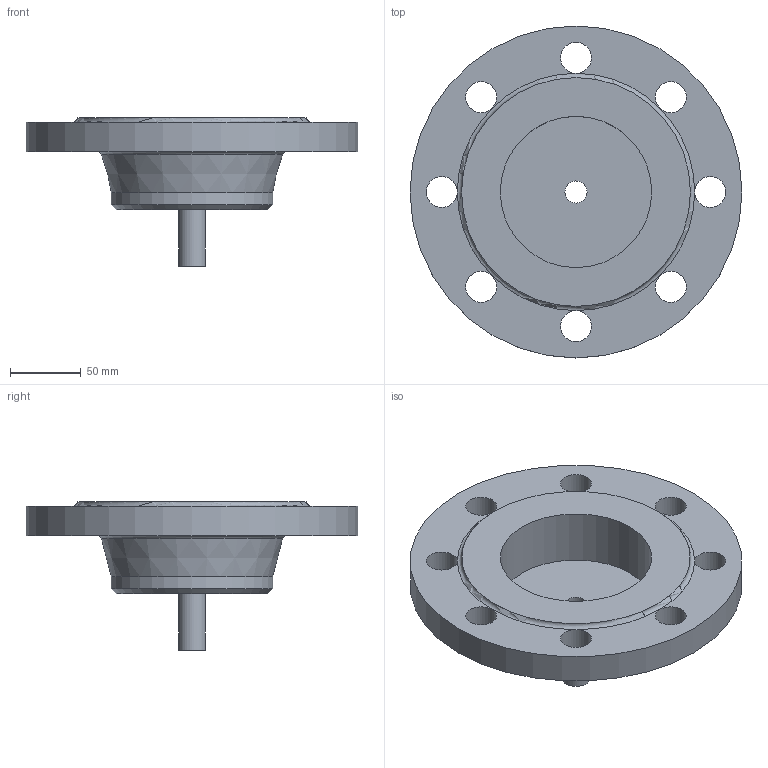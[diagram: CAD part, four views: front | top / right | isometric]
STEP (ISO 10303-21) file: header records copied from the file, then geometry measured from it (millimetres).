
FILE_DESCRIPTION(/* description */ (''),/* implementation_level */ '2;1');
FILE_NAME(/* name */ 'Plenum v5.step',/* time_stamp */ '2023-09-19T22:31:32+02:00',/* author */ (''),/* organization */ (''),/* preprocessor_version */ 'ST-DEVELOPER v20',/* originating_system */ 'Autodesk Translation Framework v12.14.0.127',/* authorisation */ '');
FILE_SCHEMA (('AUTOMOTIVE_DESIGN { 1 0 10303 214 3 1 1 }'));
Length unit declared in the file: millimetre
Products named in the file (2): Plenum; Bride Type 11B DN 100 PN 40 standard 1092-1
Assembly tree (1 placements, depth 2):
  Plenum
    Bride Type 11B DN 100 PN 40 standard 1092-1
Bounding box: 235 x 235 x 105 mm (x, y, z)
Volume: 1008099.2 mm3; surface area: 155998.9 mm2
Topology: 2 solids, 2 shells, 24 faces, 66 edges, 40 vertices
Faces by surface type: cylinder 14, plane 6, torus 2, cone 2
Full cylindrical faces by diameter (mm): 15.7 x1, 19.1 x1, 22 x8, 107.1 x2, 114.3 x1, 235 x1
Entity records: 878 total; most frequent: DIRECTION 170, CARTESIAN_POINT 133, ORIENTED_EDGE 132, AXIS2_PLACEMENT_3D 77, EDGE_CURVE 66, CIRCLE 50, VERTEX_POINT 40, EDGE_LOOP 38
